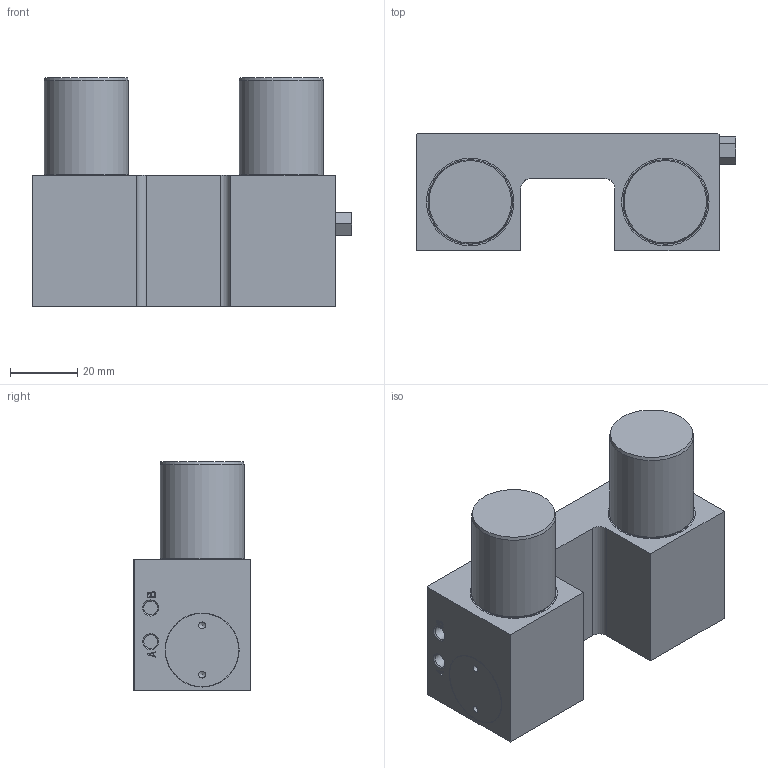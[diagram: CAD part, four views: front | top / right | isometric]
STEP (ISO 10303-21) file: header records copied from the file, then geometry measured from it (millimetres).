
FILE_DESCRIPTION( ( 'STEP AP203' ), '1' );
FILE_NAME( 'MKS3001A-SBCSBI-SBI..FL-30.stp', '2021-04-19T13:20:44', ( 'License CC BY-ND 4.0' ), ( 'CADENAS' ), ' ', 'PARTsolutions', ' ' );
FILE_SCHEMA( ( 'CONFIG_CONTROL_DESIGN' ) );
Length unit declared in the file: millimetre
Products named in the file (4): MKS3001A-SBCSBI-SBI..FL-30; _Gehaeuse_MKS 3001A 29; _Luftfilter 5 7; _Deckel MKS 25
Assembly tree (4 placements, depth 2):
  MKS3001A-SBCSBI-SBI..FL-30
    _Gehaeuse_MKS 3001A 29
    _Luftfilter 5 7
    _Deckel MKS 25  x2
Bounding box: 95.1 x 35 x 68 mm (x, y, z)
Volume: 108870.2 mm3; surface area: 28806.6 mm2
Topology: 4 solids, 4 shells, 158 faces, 352 edges, 232 vertices
Faces by surface type: plane 94, cylinder 40, cone 22, torus 2
Full cylindrical faces by diameter (mm): 2 x8, 4.134 x4, 6.647 x4, 21 x2, 21.8 x2, 22 x2, 24.8 x2, 25 x4, 26 x2
Entity records: 3849 total; most frequent: DIRECTION 654, CARTESIAN_POINT 622, ORIENTED_EDGE 528, EDGE_CURVE 264, AXIS2_PLACEMENT_3D 238, EDGE_LOOP 222, VERTEX_POINT 206, LINE 178
